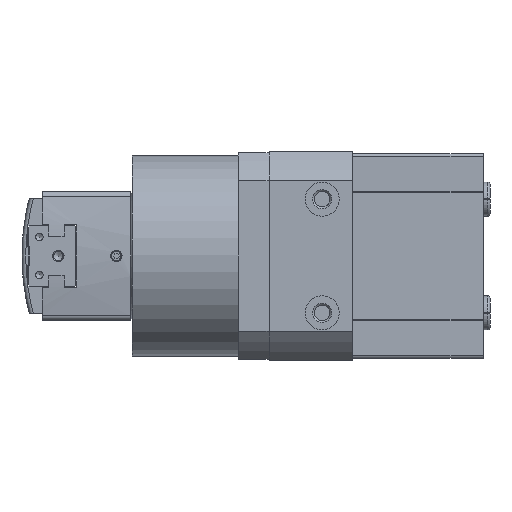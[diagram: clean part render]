
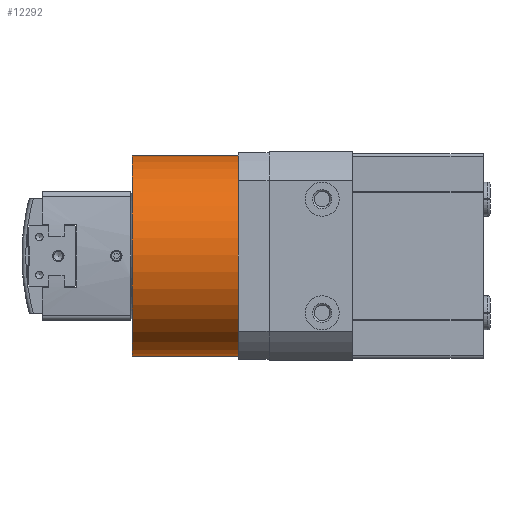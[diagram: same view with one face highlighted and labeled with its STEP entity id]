
A CAD part, left-side view. The second image highlights one B-rep face of the part: STEP entity #12292.
In plain terms, the highlighted cylindrical face has radius 26.5 mm (diameter 53 mm), a partial arc.
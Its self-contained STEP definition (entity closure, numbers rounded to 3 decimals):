
#350=CYLINDRICAL_SURFACE('',#14846,26.5);
#693=CIRCLE('',#14838,26.5);
#694=CIRCLE('',#14840,26.5);
#1439=LINE('',#20994,#2547);
#1443=LINE('',#21006,#2551);
#2547=VECTOR('',#17256,1000.);
#2551=VECTOR('',#17266,1000.);
#4822=ORIENTED_EDGE('',*,*,#7309,.T.);
#4823=ORIENTED_EDGE('',*,*,#7261,.F.);
#4824=ORIENTED_EDGE('',*,*,#7307,.F.);
#4825=ORIENTED_EDGE('',*,*,#7255,.T.);
#7255=EDGE_CURVE('',#8697,#8696,#1439,.T.);
#7261=EDGE_CURVE('',#8701,#8702,#1443,.T.);
#7307=EDGE_CURVE('',#8697,#8701,#693,.T.);
#7309=EDGE_CURVE('',#8696,#8702,#694,.T.);
#8696=VERTEX_POINT('',#20993);
#8697=VERTEX_POINT('',#20995);
#8701=VERTEX_POINT('',#21005);
#8702=VERTEX_POINT('',#21007);
#9880=EDGE_LOOP('',(#4822,#4823,#4824,#4825));
#10931=FACE_BOUND('',#9880,.T.);
#12292=ADVANCED_FACE('',(#10931),#350,.T.);
#14838=AXIS2_PLACEMENT_3D('',#21093,#17347,#17348);
#14840=AXIS2_PLACEMENT_3D('',#21097,#17352,#17353);
#14846=AXIS2_PLACEMENT_3D('',#21121,#17375,#17376);
#17256=DIRECTION('',(0.,-1.,0.));
#17266=DIRECTION('',(0.,-1.,0.));
#17347=DIRECTION('',(0.,1.,0.));
#17348=DIRECTION('',(1.,0.,0.));
#17352=DIRECTION('',(0.,1.,0.));
#17353=DIRECTION('',(1.,0.,0.));
#17375=DIRECTION('',(0.,-1.,0.));
#17376=DIRECTION('',(0.,0.,-1.));
#20993=CARTESIAN_POINT('',(25.183,0.,8.25));
#20994=CARTESIAN_POINT('',(25.183,28.,8.25));
#20995=CARTESIAN_POINT('',(25.183,28.,8.25));
#21005=CARTESIAN_POINT('',(-25.047,28.,8.655));
#21006=CARTESIAN_POINT('',(-25.047,28.,8.655));
#21007=CARTESIAN_POINT('',(-25.047,0.,8.655));
#21093=CARTESIAN_POINT('',(0.,28.,0.));
#21097=CARTESIAN_POINT('',(0.,0.,0.));
#21121=CARTESIAN_POINT('',(0.,28.,0.));
